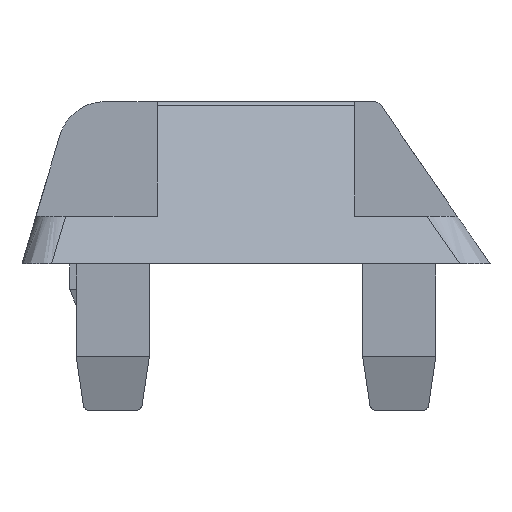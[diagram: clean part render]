
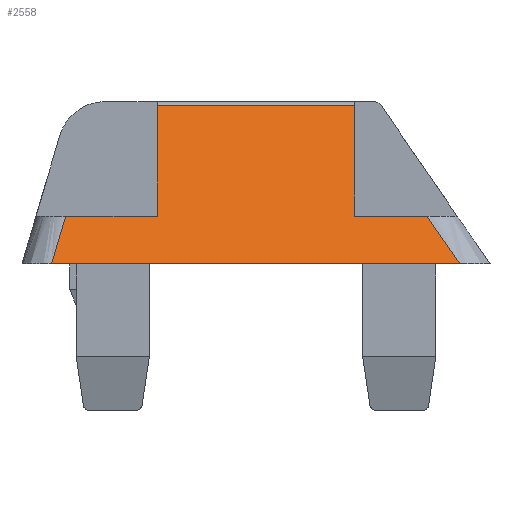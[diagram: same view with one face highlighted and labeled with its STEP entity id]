
A CAD part, left-side view. The second image highlights one B-rep face of the part: STEP entity #2558.
In plain terms, the highlighted free-form (B-spline) face has degree [1, 1] with [2, 2] control points.
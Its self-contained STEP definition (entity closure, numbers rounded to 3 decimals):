
#426 = VERTEX_POINT('',#427);
#427 = CARTESIAN_POINT('',(-7.35,6.42,0.));
#457 = EDGE_CURVE('',#426,#458,#460,.T.);
#458 = VERTEX_POINT('',#459);
#459 = CARTESIAN_POINT('',(-7.35,-6.398,0.));
#460 = LINE('',#461,#462);
#461 = CARTESIAN_POINT('',(-7.35,7.35,0.));
#462 = VECTOR('',#463,1.);
#463 = DIRECTION('',(0.,-1.,0.));
#1190 = VERTEX_POINT('',#1191);
#1191 = CARTESIAN_POINT('',(-6.732,5.978,1.5));
#1221 = EDGE_CURVE('',#1190,#426,#1222,.T.);
#1222 = B_SPLINE_CURVE_WITH_KNOTS('',3,(#1223,#1224,#1225,#1226,#1227,
    #1228,#1229,#1230),.UNSPECIFIED.,.F.,.F.,(4,2,2,4),(-0.458,
    -0.355,1.437,1.54),.UNSPECIFIED.);
#1223 = CARTESIAN_POINT('',(-6.654,5.922,1.69
    ));
#1224 = CARTESIAN_POINT('',(-6.667,5.931,1.66
    ));
#1225 = CARTESIAN_POINT('',(-6.679,5.94,1.629
    ));
#1226 = CARTESIAN_POINT('',(-6.911,6.106,
    1.066));
#1227 = CARTESIAN_POINT('',(-7.131,6.263,
    0.533));
#1228 = CARTESIAN_POINT('',(-7.363,6.429,-0.031));
#1229 = CARTESIAN_POINT('',(-7.375,6.438,-0.061));
#1230 = CARTESIAN_POINT('',(-7.388,6.447,-0.092));
#1393 = VERTEX_POINT('',#1394);
#1394 = CARTESIAN_POINT('',(-6.732,3.1,1.5));
#1400 = EDGE_CURVE('',#1190,#1393,#1401,.T.);
#1401 = B_SPLINE_CURVE_WITH_KNOTS('',1,(#1402,#1403),.UNSPECIFIED.,.F.,
  .F.,(2,2),(0.,1.),.PIECEWISE_BEZIER_KNOTS.);
#1402 = CARTESIAN_POINT('',(-6.732,6.909,1.5));
#1403 = CARTESIAN_POINT('',(-6.732,3.1,1.5));
#2490 = VERTEX_POINT('',#2491);
#2491 = CARTESIAN_POINT('',(-6.732,-5.369,1.5));
#2523 = EDGE_CURVE('',#2490,#458,#2524,.T.);
#2524 = B_SPLINE_CURVE_WITH_KNOTS('',3,(#2525,#2526,#2527,#2528,#2529,
    #2530,#2531,#2532),.UNSPECIFIED.,.F.,.F.,(4,2,2,4),(-0.627,
    -0.51,1.648,1.766),.UNSPECIFIED.);
#2525 = CARTESIAN_POINT('',(-6.695,-5.306,1.592));
#2526 = CARTESIAN_POINT('',(-6.707,-5.327,1.561));
#2527 = CARTESIAN_POINT('',(-6.72,-5.348,1.531));
#2528 = CARTESIAN_POINT('',(-6.964,-5.755,
    0.938));
#2529 = CARTESIAN_POINT('',(-7.195,-6.14,
    0.377));
#2530 = CARTESIAN_POINT('',(-7.439,-6.546,
    -0.216));
#2531 = CARTESIAN_POINT('',(-7.451,-6.567,
    -0.246));
#2532 = CARTESIAN_POINT('',(-7.464,-6.588,
    -0.277));
#2558 = ADVANCED_FACE('',(#2559),#2622,.T.);
#2559 = FACE_BOUND('',#2560,.T.);
#2560 = EDGE_LOOP('',(#2561,#2562,#2563,#2564,#2565,#2572,#2595,#2605));
#2561 = ORIENTED_EDGE('',*,*,#1400,.F.);
#2562 = ORIENTED_EDGE('',*,*,#1221,.T.);
#2563 = ORIENTED_EDGE('',*,*,#457,.T.);
#2564 = ORIENTED_EDGE('',*,*,#2523,.F.);
#2565 = ORIENTED_EDGE('',*,*,#2566,.F.);
#2566 = EDGE_CURVE('',#2567,#2490,#2569,.T.);
#2567 = VERTEX_POINT('',#2568);
#2568 = CARTESIAN_POINT('',(-6.732,-3.1,1.5));
#2569 = B_SPLINE_CURVE_WITH_KNOTS('',1,(#2570,#2571),.UNSPECIFIED.,.F.,
  .F.,(2,2),(0.,1.),.PIECEWISE_BEZIER_KNOTS.);
#2570 = CARTESIAN_POINT('',(-6.732,-3.1,1.5));
#2571 = CARTESIAN_POINT('',(-6.732,-6.321,1.5));
#2572 = ORIENTED_EDGE('',*,*,#2573,.F.);
#2573 = EDGE_CURVE('',#2574,#2567,#2576,.T.);
#2574 = VERTEX_POINT('',#2575);
#2575 = CARTESIAN_POINT('',(-5.301,-3.1,
    4.976));
#2576 = B_SPLINE_CURVE_WITH_KNOTS('',5,(#2577,#2578,#2579,#2580,#2581,
    #2582,#2583,#2584,#2585,#2586,#2587,#2588,#2589,#2590,#2591,#2592,
    #2593,#2594),.UNSPECIFIED.,.F.,.F.,(6,4,4,4,6),(0.,0.273,
    0.525,0.767,1.),.UNSPECIFIED.);
#2577 = CARTESIAN_POINT('',(-5.25,-3.1,5.1));
#2578 = CARTESIAN_POINT('',(-5.351,-3.1,4.855));
#2579 = CARTESIAN_POINT('',(-5.454,-3.1,4.605));
#2580 = CARTESIAN_POINT('',(-5.56,-3.1,4.348));
#2581 = CARTESIAN_POINT('',(-5.667,-3.1,4.086));
#2582 = CARTESIAN_POINT('',(-5.879,-3.1,3.572));
#2583 = CARTESIAN_POINT('',(-5.983,-3.1,3.32));
#2584 = CARTESIAN_POINT('',(-6.088,-3.1,3.065));
#2585 = CARTESIAN_POINT('',(-6.195,-3.1,2.806));
#2586 = CARTESIAN_POINT('',(-6.406,-3.1,2.294));
#2587 = CARTESIAN_POINT('',(-6.51,-3.1,2.041));
#2588 = CARTESIAN_POINT('',(-6.615,-3.1,1.785));
#2589 = CARTESIAN_POINT('',(-6.721,-3.1,1.528));
#2590 = CARTESIAN_POINT('',(-6.931,-3.1,1.018));
#2591 = CARTESIAN_POINT('',(-7.035,-3.1,0.766));
#2592 = CARTESIAN_POINT('',(-7.139,-3.1,0.512));
#2593 = CARTESIAN_POINT('',(-7.244,-3.1,0.257));
#2594 = CARTESIAN_POINT('',(-7.35,-3.1,0.));
#2595 = ORIENTED_EDGE('',*,*,#2596,.T.);
#2596 = EDGE_CURVE('',#2574,#2597,#2599,.T.);
#2597 = VERTEX_POINT('',#2598);
#2598 = CARTESIAN_POINT('',(-5.301,3.1,
    4.976));
#2599 = B_SPLINE_CURVE_WITH_KNOTS('',2,(#2600,#2601,#2602,#2603,#2604),
  .UNSPECIFIED.,.F.,.F.,(3,1,1,3),(-0.379,0.,
    6.2,6.579),.UNSPECIFIED.);
#2600 = CARTESIAN_POINT('',(-5.301,-3.479,
    4.976));
#2601 = CARTESIAN_POINT('',(-5.301,-3.29,
    4.976));
#2602 = CARTESIAN_POINT('',(-5.301,0.,
    4.976));
#2603 = CARTESIAN_POINT('',(-5.301,3.29,
    4.976));
#2604 = CARTESIAN_POINT('',(-5.301,3.479,
    4.976));
#2605 = ORIENTED_EDGE('',*,*,#2606,.T.);
#2606 = EDGE_CURVE('',#2597,#1393,#2607,.T.);
#2607 = B_SPLINE_CURVE_WITH_KNOTS('',5,(#2608,#2609,#2610,#2611,#2612,
    #2613,#2614,#2615,#2616,#2617,#2618,#2619,#2620,#2621),
  .UNSPECIFIED.,.F.,.F.,(6,4,4,6),(0.,0.336,0.861,1.),
  .UNSPECIFIED.);
#2608 = CARTESIAN_POINT('',(-5.25,3.1,5.1));
#2609 = CARTESIAN_POINT('',(-5.391,3.1,4.757));
#2610 = CARTESIAN_POINT('',(-5.532,3.1,4.415));
#2611 = CARTESIAN_POINT('',(-5.673,3.1,4.072));
#2612 = CARTESIAN_POINT('',(-5.814,3.1,3.729));
#2613 = CARTESIAN_POINT('',(-6.176,3.1,2.851));
#2614 = CARTESIAN_POINT('',(-6.397,3.1,2.315));
#2615 = CARTESIAN_POINT('',(-6.617,3.1,1.78));
#2616 = CARTESIAN_POINT('',(-6.838,3.1,1.244));
#2617 = CARTESIAN_POINT('',(-7.116,3.1,0.567));
#2618 = CARTESIAN_POINT('',(-7.175,3.1,0.425));
#2619 = CARTESIAN_POINT('',(-7.233,3.1,0.284));
#2620 = CARTESIAN_POINT('',(-7.292,3.1,0.142));
#2621 = CARTESIAN_POINT('',(-7.35,3.1,0.));
#2622 = B_SPLINE_SURFACE_WITH_KNOTS('',1,1,(
    (#2623,#2624)
    ,(#2625,#2626
    )),.UNSPECIFIED.,.F.,.F.,.F.,(2,2),(2,2),(-14.7,0.),(0.,1.),
  .PIECEWISE_BEZIER_KNOTS.);
#2623 = CARTESIAN_POINT('',(-5.25,-3.85,5.1));
#2624 = CARTESIAN_POINT('',(-7.35,-7.35,0.));
#2625 = CARTESIAN_POINT('',(-5.25,5.85,5.1));
#2626 = CARTESIAN_POINT('',(-7.35,7.35,0.));
